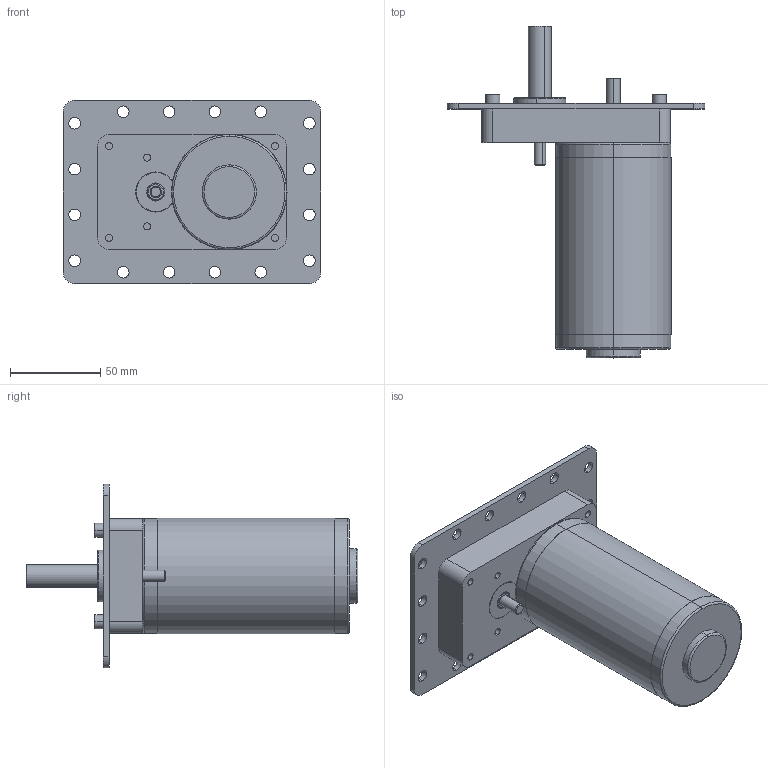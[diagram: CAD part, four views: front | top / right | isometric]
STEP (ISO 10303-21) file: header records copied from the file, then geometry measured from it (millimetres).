
FILE_DESCRIPTION (( 'STEP AP203' ), '1' );
FILE_NAME ('SpinBox Gearbox.STEP', '2013-01-14T20:49:38', ( '' ), ( '' ), 'SwSTEP 2.0', 'SolidWorks 2010', '' );
FILE_SCHEMA (( 'CONFIG_CONTROL_DESIGN' ));
Length unit declared in the file: inch
Products named in the file (13): SpinBox Gearbox; SpinBox Housing 1; 24T 20dp 500h; 40T 20dp 313k; Single_d03_smart; CIM Motor SW; FR8ZZ Bearing_smart; FR6ZZ Bearing_smart; 5-16 washer_smart; 10-32x0625_shcs_HX-SHCS 0.19-32x1.375x1-C; SpinBox Shaft Plate; SHCS 10-32 x 0.75; SpinBox Shaft Plate Minimal
Assembly tree (17 placements, depth 2):
  SpinBox Gearbox
    SHCS 10-32 x 0.75  x4
    24T 20dp 500h
    CIM Motor SW
    Single_d03_smart
    SpinBox Shaft Plate Minimal
    10-32x0625_shcs_HX-SHCS 0.19-32x1.375x1-C  x2
    SpinBox Housing 1
    5-16 washer_smart  x2
    40T 20dp 313k
    SpinBox Shaft Plate
    FR6ZZ Bearing_smart
    FR8ZZ Bearing_smart
Bounding box: 142.88 x 183.93 x 101.6 mm (x, y, z)
Volume: 509962.2 mm3; surface area: 117111.7 mm2
Topology: 17 solids, 17 shells, 436 faces, 1048 edges, 667 vertices
Faces by surface type: cylinder 211, plane 155, cone 50, torus 12, bspline 8
Entity records: 12369 total; most frequent: DIRECTION 2056, CARTESIAN_POINT 1877, ORIENTED_EDGE 1724, EDGE_CURVE 862, AXIS2_PLACEMENT_3D 825, VERTEX_POINT 554, EDGE_LOOP 472, CIRCLE 452
